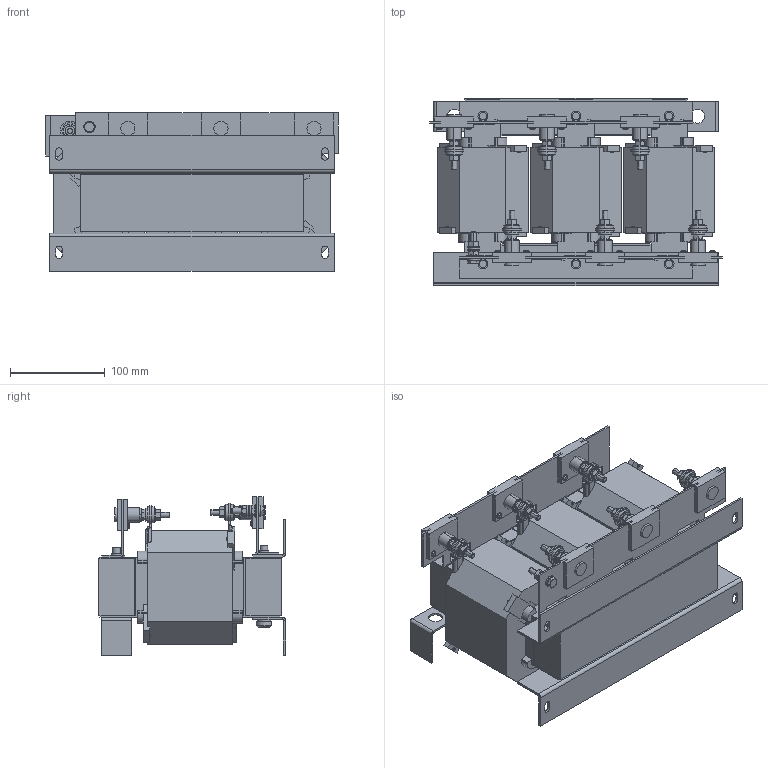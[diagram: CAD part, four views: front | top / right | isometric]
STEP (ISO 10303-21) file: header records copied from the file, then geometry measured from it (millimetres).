
FILE_DESCRIPTION (( 'STEP AP214' ), '1' );
FILE_NAME ('191403.STEP', '2020-05-29T01:06:25', ( '' ), ( '' ), 'SwSTEP 2.0', 'SolidWorks 2018', '' );
FILE_SCHEMA (( 'AUTOMOTIVE_DESIGN' ));
Length unit declared in the file: millimetre
Products named in the file (1): 191403
Bounding box: 308 x 197.5 x 167 mm (x, y, z)
Volume: 4514282.4 mm3; surface area: 461421.5 mm2
Topology: 1 solids, 1 shells, 1708 faces, 4310 edges, 2690 vertices
Faces by surface type: plane 1034, cylinder 348, cone 160, bspline 138, torus 16, sphere 12
Entity records: 56219 total; most frequent: CARTESIAN_POINT 16066, ORIENTED_EDGE 8620, DIRECTION 7904, EDGE_CURVE 4310, VECTOR 2748, LINE 2748, VERTEX_POINT 2690, AXIS2_PLACEMENT_3D 2578
